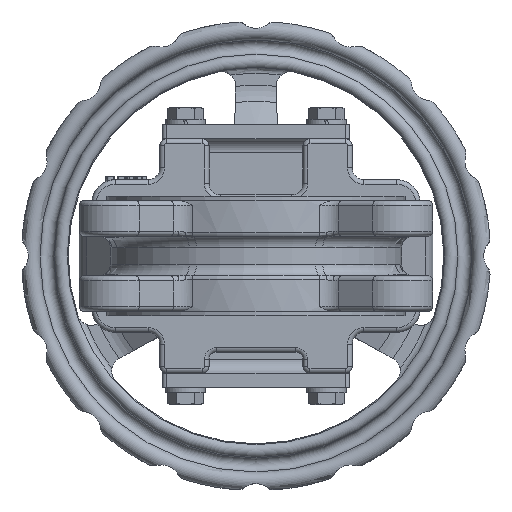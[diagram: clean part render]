
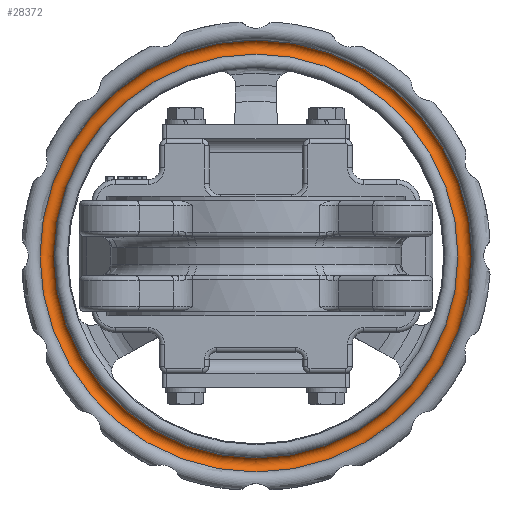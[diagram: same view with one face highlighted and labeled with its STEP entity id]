
A CAD part, left-side view. The second image highlights one B-rep face of the part: STEP entity #28372.
In plain terms, the highlighted toroidal (fillet/blend) face has major radius 89 mm and minor radius 3 mm.
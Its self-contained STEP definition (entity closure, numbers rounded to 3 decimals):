
#669=TOROIDAL_SURFACE('',#30963,89.,3.);
#9778=ORIENTED_EDGE('',*,*,#13454,.F.);
#9779=ORIENTED_EDGE('',*,*,#13453,.T.);
#13453=EDGE_CURVE('',#15583,#15583,#16855,.T.);
#13454=EDGE_CURVE('',#15584,#15584,#16856,.T.);
#15583=VERTEX_POINT('',#49490);
#15584=VERTEX_POINT('',#49493);
#16855=CIRCLE('',#30962,86.);
#16856=CIRCLE('',#30964,92.);
#18385=EDGE_LOOP('',(#9778));
#18386=EDGE_LOOP('',(#9779));
#20075=FACE_BOUND('',#18385,.T.);
#20076=FACE_BOUND('',#18386,.T.);
#28372=ADVANCED_FACE('',(#20075,#20076),#669,.F.);
#30962=AXIS2_PLACEMENT_3D('',#49489,#36904,#36905);
#30963=AXIS2_PLACEMENT_3D('',#49491,#36906,#36907);
#30964=AXIS2_PLACEMENT_3D('',#49492,#36908,#36909);
#36904=DIRECTION('',(1.,0.,0.));
#36905=DIRECTION('',(0.,0.,-1.));
#36906=DIRECTION('',(1.,0.,0.));
#36907=DIRECTION('',(0.,0.,-1.));
#36908=DIRECTION('',(1.,0.,0.));
#36909=DIRECTION('',(0.,0.,-1.));
#49489=CARTESIAN_POINT('',(32.,0.,0.));
#49490=CARTESIAN_POINT('',(32.,0.,-86.));
#49491=CARTESIAN_POINT('',(32.,0.,0.));
#49492=CARTESIAN_POINT('',(32.,0.,0.));
#49493=CARTESIAN_POINT('',(32.,0.,-92.));
